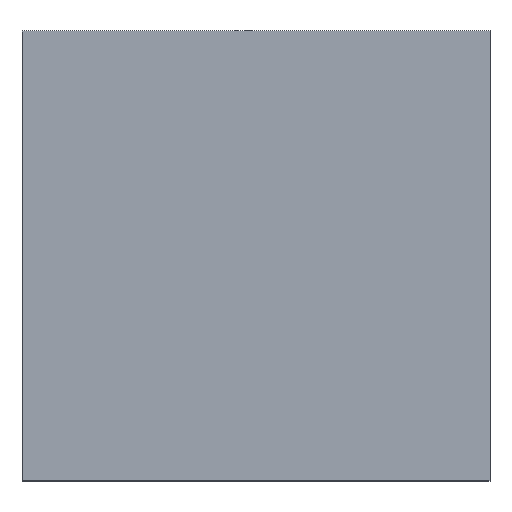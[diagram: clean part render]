
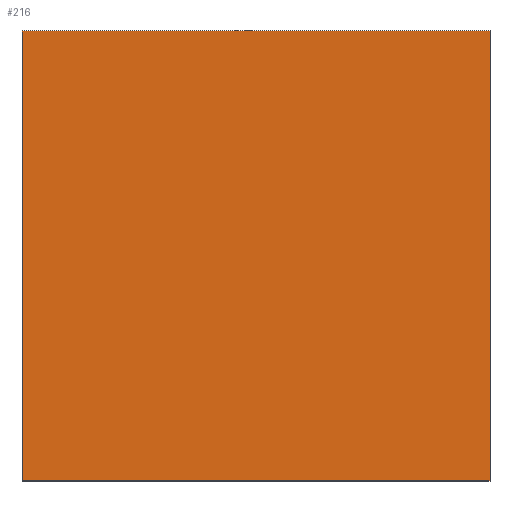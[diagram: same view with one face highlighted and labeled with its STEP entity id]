
A CAD part, top view. The second image highlights one B-rep face of the part: STEP entity #216.
In plain terms, the highlighted planar face has unit normal (0, 0, 1).
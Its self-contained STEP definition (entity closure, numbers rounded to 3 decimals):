
#208=AXIS2_PLACEMENT_3D('Plane Axis2P3D',#205,#206,#207) ;
#44=CARTESIAN_POINT('Vertex',(0.,0.,0.025)) ;
#58=CARTESIAN_POINT('Vertex',(26.,0.,0.025)) ;
#61=CARTESIAN_POINT('Line Origine',(13.,0.,0.025)) ;
#97=CARTESIAN_POINT('Vertex',(26.,25.,0.025)) ;
#100=CARTESIAN_POINT('Line Origine',(26.,12.5,0.025)) ;
#135=CARTESIAN_POINT('Vertex',(0.,25.,0.025)) ;
#138=CARTESIAN_POINT('Line Origine',(13.,25.,0.025)) ;
#167=CARTESIAN_POINT('Line Origine',(0.,12.5,0.025)) ;
#205=CARTESIAN_POINT('Axis2P3D Location',(13.,12.5,0.025)) ;
#62=DIRECTION('Vector Direction',(1.,0.,0.)) ;
#101=DIRECTION('Vector Direction',(0.,-1.,0.)) ;
#139=DIRECTION('Vector Direction',(-1.,0.,0.)) ;
#168=DIRECTION('Vector Direction',(0.,1.,0.)) ;
#206=DIRECTION('Axis2P3D Direction',(0.,-0.,1.)) ;
#207=DIRECTION('Axis2P3D XDirection',(0.,1.,0.)) ;
#63=VECTOR('Line Direction',#62,1.) ;
#102=VECTOR('Line Direction',#101,1.) ;
#140=VECTOR('Line Direction',#139,1.) ;
#169=VECTOR('Line Direction',#168,1.) ;
#211=ORIENTED_EDGE('',*,*,#65,.T.) ;
#212=ORIENTED_EDGE('',*,*,#104,.T.) ;
#213=ORIENTED_EDGE('',*,*,#142,.T.) ;
#214=ORIENTED_EDGE('',*,*,#171,.T.) ;
#216=ADVANCED_FACE('S3D - verschoben',(#215),#209,.T.) ;
#65=EDGE_CURVE('',#45,#59,#64,.T.) ;
#104=EDGE_CURVE('',#59,#98,#103,.F.) ;
#142=EDGE_CURVE('',#98,#136,#141,.T.) ;
#171=EDGE_CURVE('',#136,#45,#170,.F.) ;
#210=EDGE_LOOP('',(#211,#212,#213,#214)) ;
#215=FACE_OUTER_BOUND('',#210,.T.) ;
#64=LINE('Line',#61,#63) ;
#103=LINE('Line',#100,#102) ;
#141=LINE('Line',#138,#140) ;
#170=LINE('Line',#167,#169) ;
#209=PLANE('',#208) ;
#45=VERTEX_POINT('',#44) ;
#59=VERTEX_POINT('',#58) ;
#98=VERTEX_POINT('',#97) ;
#136=VERTEX_POINT('',#135) ;
